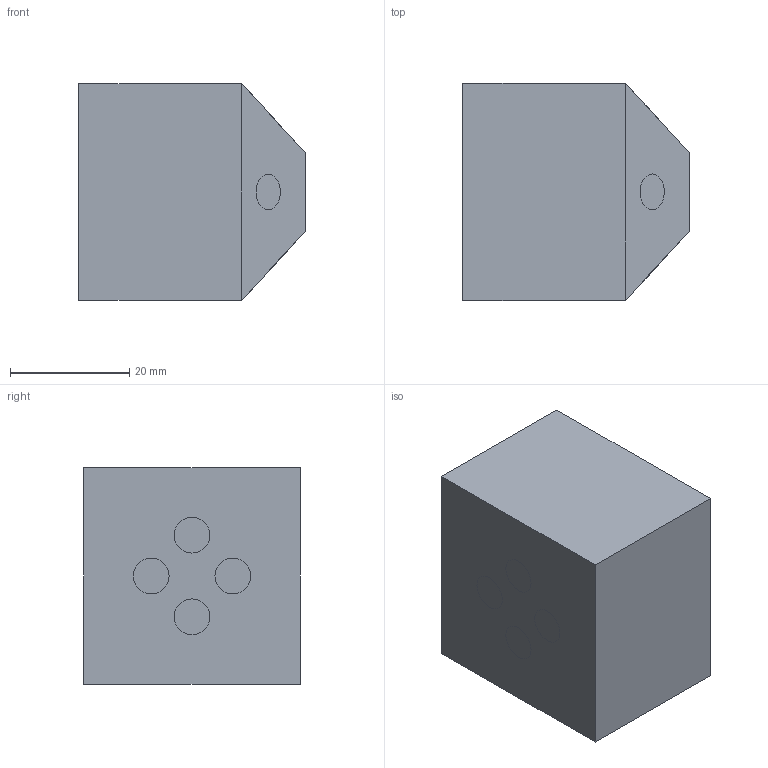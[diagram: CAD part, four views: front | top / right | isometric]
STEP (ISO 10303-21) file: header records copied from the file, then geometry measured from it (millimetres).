
FILE_DESCRIPTION(/* description */ (''),/* implementation_level */ '2;1');
FILE_NAME(/* name */ 'Logic-4-Way-AND-NOT.step',/* time_stamp */ '2022-04-06T18:19:30+01:00',/* author */ (''),/* organization */ (''),/* preprocessor_version */ 'ST-DEVELOPER v18.1',/* originating_system */ 'Autodesk Translation Framework v10.13.0.1454',/* authorisation */ '');
FILE_SCHEMA (('AUTOMOTIVE_DESIGN { 1 0 10303 214 3 1 1 }'));
Length unit declared in the file: millimetre
Products named in the file (2): AND_5mm_for tube; logic gate and v14
Assembly tree (1 placements, depth 2):
  AND_5mm_for tube
    logic gate and v14
Bounding box: 38 x 36.4 x 36.4 mm (x, y, z)
Volume: 43252.7 mm3; surface area: 12007.4 mm2
Topology: 2 solids, 2 shells, 161 faces, 404 edges, 258 vertices
Faces by surface type: cylinder 52, bspline 48, plane 37, torus 16, cone 8
Full cylindrical faces by diameter (mm): 2 x8, 5 x26, 6 x18
Entity records: 6692 total; most frequent: CARTESIAN_POINT 2902, ORIENTED_EDGE 808, DIRECTION 756, EDGE_CURVE 404, AXIS2_PLACEMENT_3D 338, VERTEX_POINT 258, CIRCLE 198, EDGE_LOOP 188
